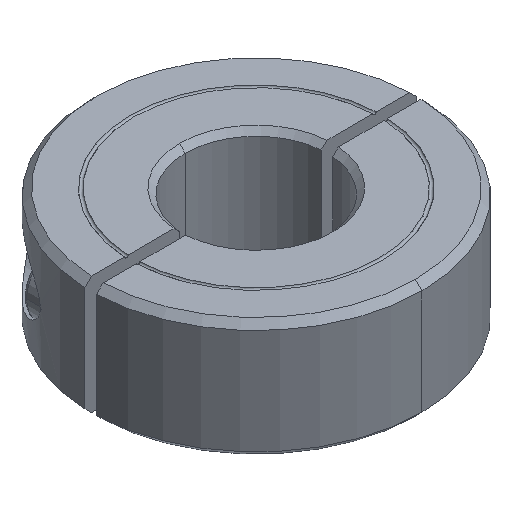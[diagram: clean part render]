
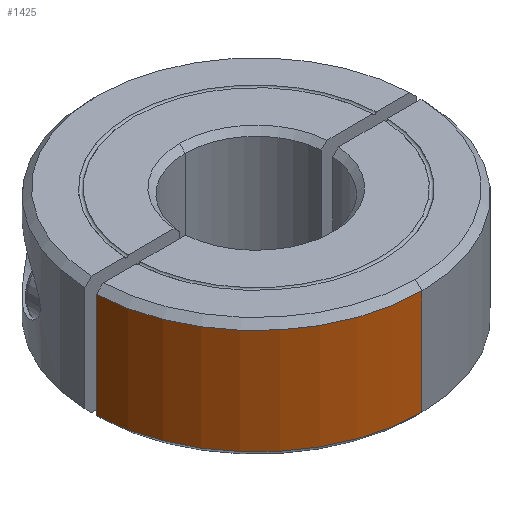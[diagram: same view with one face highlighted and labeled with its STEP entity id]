
A CAD part, isometric view. The second image highlights one B-rep face of the part: STEP entity #1425.
In plain terms, the highlighted cylindrical face has radius 21 mm (diameter 42 mm), a partial arc.
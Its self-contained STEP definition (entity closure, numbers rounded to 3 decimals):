
#595=EDGE_CURVE('',#1257,#1105,#1712,.T.);
#657=EDGE_CURVE('',#1629,#1163,#1784,.T.);
#923=EDGE_CURVE('',#1163,#1105,#2076,.T.);
#1105=VERTEX_POINT('',#2287);
#1163=VERTEX_POINT('',#2352);
#1257=VERTEX_POINT('',#2458);
#1273=EDGE_CURVE('',#1257,#1629,#2477,.T.);
#1425=ADVANCED_FACE('',(#2646),#2647,.T.);
#1629=VERTEX_POINT('',#2872);
#1712=CIRCLE('',#2956,21.0);
#1784=CIRCLE('',#3081,21.0);
#2076=LINE('',#3616,#3617);
#2287=CARTESIAN_POINT('',(0.,-21.0,14.16));
#2352=CARTESIAN_POINT('',(0.,-21.0,0.84));
#2458=CARTESIAN_POINT('',(-20.987,-0.735,14.16));
#2477=LINE('',#4245,#4246);
#2646=FACE_OUTER_BOUND('',#4517,.T.);
#2647=CYLINDRICAL_SURFACE('',#4518,21.0);
#2872=CARTESIAN_POINT('',(-20.987,-0.735,0.84));
#2956=AXIS2_PLACEMENT_3D('',#5011,#5012,#5013);
#3081=AXIS2_PLACEMENT_3D('',#5103,#5104,#5105);
#3616=CARTESIAN_POINT('',(0.,-21.0,7.5));
#3617=VECTOR('',#5385,1.0);
#4245=CARTESIAN_POINT('',(-20.987,-0.735,7.5));
#4246=VECTOR('',#5970,1.0);
#4517=EDGE_LOOP('',(#6162,#6163,#6164,#6165));
#4518=AXIS2_PLACEMENT_3D('',#6166,#6167,#6168);
#5011=CARTESIAN_POINT('',(0.,0.,14.16));
#5012=DIRECTION('',(0.,0.,1.0));
#5013=DIRECTION('',(0.0,-1.0,0.));
#5103=CARTESIAN_POINT('',(0.,0.,0.84));
#5104=DIRECTION('',(0.,0.,1.0));
#5105=DIRECTION('',(0.0,-1.0,0.));
#5385=DIRECTION('',(0.,0.,1.0));
#5970=DIRECTION('',(0.,0.,-1.0));
#6162=ORIENTED_EDGE('',*,*,#923,.T.);
#6163=ORIENTED_EDGE('',*,*,#595,.F.);
#6164=ORIENTED_EDGE('',*,*,#1273,.T.);
#6165=ORIENTED_EDGE('',*,*,#657,.T.);
#6166=CARTESIAN_POINT('',(0.,0.,7.5));
#6167=DIRECTION('',(0.,0.,-1.0));
#6168=DIRECTION('',(0.0,-1.0,0.));
